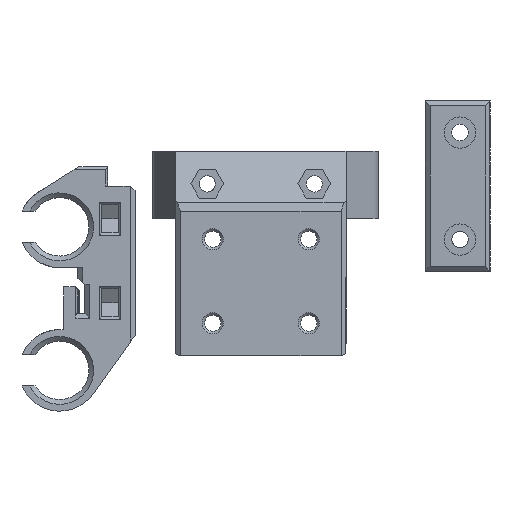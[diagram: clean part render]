
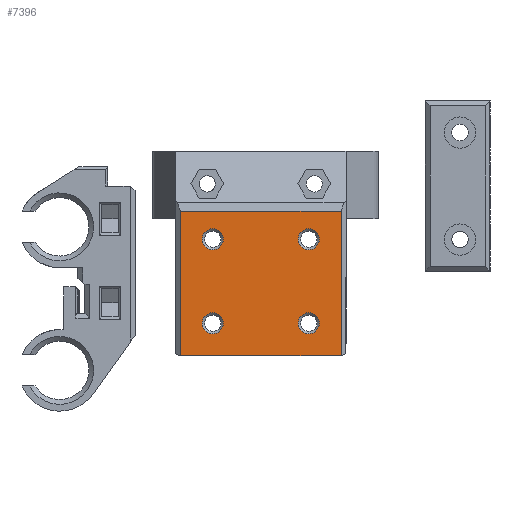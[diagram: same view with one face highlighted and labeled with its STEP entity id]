
A CAD part, left-side view. The second image highlights one B-rep face of the part: STEP entity #7396.
In plain terms, the highlighted planar face has unit normal (-1, 0, 0).
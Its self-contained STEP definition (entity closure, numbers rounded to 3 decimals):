
#331=CIRCLE('',#7905,2.2);
#333=CIRCLE('',#7908,2.2);
#334=CIRCLE('',#7909,2.2);
#335=CIRCLE('',#7910,2.2);
#431=FACE_BOUND('',#1438,.T.);
#432=FACE_BOUND('',#1439,.T.);
#433=FACE_BOUND('',#1440,.T.);
#434=FACE_BOUND('',#1441,.T.);
#1002=FACE_OUTER_BOUND('',#1437,.T.);
#1437=EDGE_LOOP('',(#6466,#6467,#6468,#6469));
#1438=EDGE_LOOP('',(#6470));
#1439=EDGE_LOOP('',(#6471));
#1440=EDGE_LOOP('',(#6472));
#1441=EDGE_LOOP('',(#6473));
#2078=LINE('',#13002,#2753);
#2084=LINE('',#13014,#2759);
#2086=LINE('',#13017,#2761);
#2107=LINE('',#13062,#2782);
#2753=VECTOR('',#9420,10.);
#2759=VECTOR('',#9428,10.);
#2761=VECTOR('',#9432,10.);
#2782=VECTOR('',#9465,10.);
#3475=VERTEX_POINT('',#12999);
#3476=VERTEX_POINT('',#13001);
#3480=VERTEX_POINT('',#13011);
#3481=VERTEX_POINT('',#13013);
#3498=VERTEX_POINT('',#13056);
#3500=VERTEX_POINT('',#13063);
#3501=VERTEX_POINT('',#13065);
#3502=VERTEX_POINT('',#13067);
#4482=EDGE_CURVE('',#3475,#3476,#2078,.T.);
#4488=EDGE_CURVE('',#3480,#3481,#2084,.T.);
#4490=EDGE_CURVE('',#3476,#3480,#2086,.T.);
#4510=EDGE_CURVE('',#3498,#3498,#331,.T.);
#4513=EDGE_CURVE('',#3481,#3475,#2107,.T.);
#4514=EDGE_CURVE('',#3500,#3500,#333,.T.);
#4515=EDGE_CURVE('',#3501,#3501,#334,.T.);
#4516=EDGE_CURVE('',#3502,#3502,#335,.T.);
#6466=ORIENTED_EDGE('',*,*,#4482,.F.);
#6467=ORIENTED_EDGE('',*,*,#4513,.F.);
#6468=ORIENTED_EDGE('',*,*,#4488,.F.);
#6469=ORIENTED_EDGE('',*,*,#4490,.F.);
#6470=ORIENTED_EDGE('',*,*,#4514,.F.);
#6471=ORIENTED_EDGE('',*,*,#4515,.F.);
#6472=ORIENTED_EDGE('',*,*,#4516,.F.);
#6473=ORIENTED_EDGE('',*,*,#4510,.F.);
#7032=PLANE('',#7907);
#7396=ADVANCED_FACE('',(#1002,#431,#432,#433,#434),#7032,.T.);
#7905=AXIS2_PLACEMENT_3D('',#13057,#9458,#9459);
#7907=AXIS2_PLACEMENT_3D('',#13061,#9463,#9464);
#7908=AXIS2_PLACEMENT_3D('',#13064,#9466,#9467);
#7909=AXIS2_PLACEMENT_3D('',#13066,#9468,#9469);
#7910=AXIS2_PLACEMENT_3D('',#13068,#9470,#9471);
#9420=DIRECTION('',(0.,0.,1.));
#9428=DIRECTION('',(0.,0.,-1.));
#9432=DIRECTION('',(0.,-1.,0.));
#9458=DIRECTION('center_axis',(-1.,0.,0.));
#9459=DIRECTION('ref_axis',(0.,0.,-1.));
#9463=DIRECTION('center_axis',(-1.,0.,0.));
#9464=DIRECTION('ref_axis',(0.,0.,1.));
#9465=DIRECTION('',(0.,1.,0.));
#9466=DIRECTION('center_axis',(-1.,0.,0.));
#9467=DIRECTION('ref_axis',(0.,0.,-1.));
#9468=DIRECTION('center_axis',(-1.,0.,0.));
#9469=DIRECTION('ref_axis',(0.,0.,-1.));
#9470=DIRECTION('center_axis',(-1.,0.,0.));
#9471=DIRECTION('ref_axis',(0.,0.,-1.));
#12999=CARTESIAN_POINT('',(222.85,26.154,179.325));
#13001=CARTESIAN_POINT('',(222.85,26.154,209.425));
#13002=CARTESIAN_POINT('',(222.85,26.154,188.962));
#13011=CARTESIAN_POINT('',(222.85,-7.346,209.425));
#13013=CARTESIAN_POINT('',(222.85,-7.346,179.325));
#13014=CARTESIAN_POINT('',(222.85,-7.346,188.962));
#13017=CARTESIAN_POINT('',(222.85,-8.346,209.425));
#13056=CARTESIAN_POINT('',(222.85,-0.596,188.3));
#13057=CARTESIAN_POINT('Origin',(222.85,-0.596,186.1));
#13061=CARTESIAN_POINT('Origin',(222.85,-8.346,179.325));
#13062=CARTESIAN_POINT('',(222.85,-8.346,179.325));
#13063=CARTESIAN_POINT('',(222.85,19.404,188.3));
#13064=CARTESIAN_POINT('Origin',(222.85,19.404,186.1));
#13065=CARTESIAN_POINT('',(222.85,-0.596,205.8));
#13066=CARTESIAN_POINT('Origin',(222.85,-0.596,203.6));
#13067=CARTESIAN_POINT('',(222.85,19.404,205.8));
#13068=CARTESIAN_POINT('Origin',(222.85,19.404,203.6));
